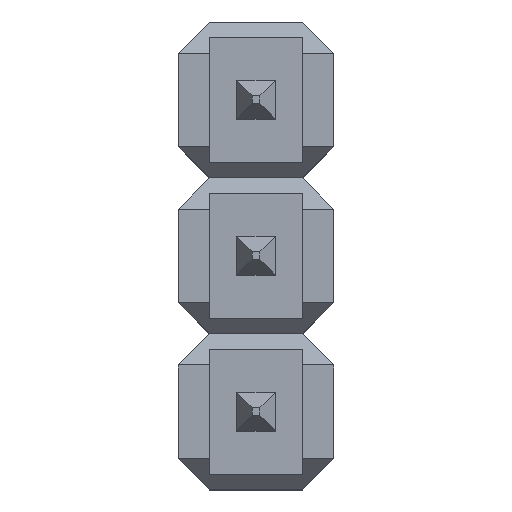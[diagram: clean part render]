
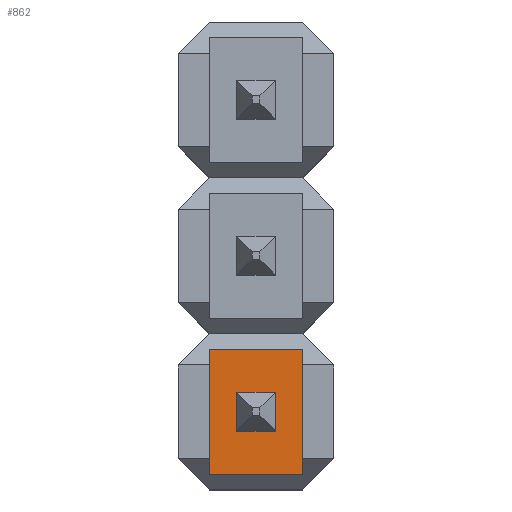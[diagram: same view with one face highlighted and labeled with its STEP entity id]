
A CAD part, top view. The second image highlights one B-rep face of the part: STEP entity #862.
In plain terms, the highlighted planar face has unit normal (0, 0, 1).
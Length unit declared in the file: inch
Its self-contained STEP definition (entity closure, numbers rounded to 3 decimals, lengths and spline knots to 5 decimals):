
#777=FACE_BOUND('',#1167,.T.);
#778=FACE_BOUND('',#1168,.T.);
#862=ADVANCED_FACE('',(#777,#778),#964,.F.);
#964=PLANE('',#2585);
#1167=EDGE_LOOP('',(#1575,#1576,#1577,#1578));
#1168=EDGE_LOOP('',(#1579,#1580,#1581,#1582));
#1575=ORIENTED_EDGE('',*,*,#1997,.T.);
#1576=ORIENTED_EDGE('',*,*,#1998,.T.);
#1577=ORIENTED_EDGE('',*,*,#1999,.T.);
#1578=ORIENTED_EDGE('',*,*,#2000,.T.);
#1579=ORIENTED_EDGE('',*,*,#1960,.T.);
#1580=ORIENTED_EDGE('',*,*,#1995,.T.);
#1581=ORIENTED_EDGE('',*,*,#1966,.T.);
#1582=ORIENTED_EDGE('',*,*,#1996,.T.);
#1755=VERTEX_POINT('',#3375);
#1756=VERTEX_POINT('',#3377);
#1761=VERTEX_POINT('',#3389);
#1762=VERTEX_POINT('',#3390);
#1779=VERTEX_POINT('',#3451);
#1780=VERTEX_POINT('',#3452);
#1781=VERTEX_POINT('',#3454);
#1782=VERTEX_POINT('',#3456);
#1960=EDGE_CURVE('',#1756,#1755,#2194,.T.);
#1966=EDGE_CURVE('',#1761,#1762,#2200,.T.);
#1995=EDGE_CURVE('',#1755,#1761,#2229,.T.);
#1996=EDGE_CURVE('',#1762,#1756,#2230,.T.);
#1997=EDGE_CURVE('',#1779,#1780,#2231,.T.);
#1998=EDGE_CURVE('',#1780,#1781,#2232,.T.);
#1999=EDGE_CURVE('',#1781,#1782,#2233,.T.);
#2000=EDGE_CURVE('',#1782,#1779,#2234,.T.);
#2194=LINE('',#3376,#2428);
#2200=LINE('',#3388,#2434);
#2229=LINE('',#3446,#2463);
#2230=LINE('',#3448,#2464);
#2231=LINE('',#3450,#2465);
#2232=LINE('',#3453,#2466);
#2233=LINE('',#3455,#2467);
#2234=LINE('',#3457,#2468);
#2428=VECTOR('',#2905,1.);
#2434=VECTOR('',#2913,1.);
#2463=VECTOR('',#2964,1.);
#2464=VECTOR('',#2967,1.);
#2465=VECTOR('',#2970,1.);
#2466=VECTOR('',#2971,1.);
#2467=VECTOR('',#2972,1.);
#2468=VECTOR('',#2973,1.);
#2585=AXIS2_PLACEMENT_3D('',#3458,#2974,#2975);
#2905=DIRECTION('',(-1.,0.,0.));
#2913=DIRECTION('',(1.,0.,0.));
#2964=DIRECTION('',(0.,-1.,0.));
#2967=DIRECTION('',(0.,1.,0.));
#2970=DIRECTION('',(-1.,0.,0.));
#2971=DIRECTION('',(0.,1.,0.));
#2972=DIRECTION('',(1.,0.,0.));
#2973=DIRECTION('',(0.,-1.,0.));
#2974=DIRECTION('',(0.,0.,-1.));
#2975=DIRECTION('',(-1.,0.,0.));
#3375=CARTESIAN_POINT('',(-0.03,0.04,0.09));
#3376=CARTESIAN_POINT('',(0.,0.04,0.09));
#3377=CARTESIAN_POINT('',(0.03,0.04,0.09));
#3388=CARTESIAN_POINT('',(0.,-0.04,0.09));
#3389=CARTESIAN_POINT('',(-0.03,-0.04,0.09));
#3390=CARTESIAN_POINT('',(0.03,-0.04,0.09));
#3446=CARTESIAN_POINT('',(-0.03,-0.05,0.09));
#3448=CARTESIAN_POINT('',(0.03,0.05,0.09));
#3450=CARTESIAN_POINT('',(0.,-0.0125,0.09));
#3451=CARTESIAN_POINT('',(0.0125,-0.0125,0.09));
#3452=CARTESIAN_POINT('',(-0.0125,-0.0125,0.09));
#3453=CARTESIAN_POINT('',(-0.0125,0.,0.09));
#3454=CARTESIAN_POINT('',(-0.0125,0.0125,0.09));
#3455=CARTESIAN_POINT('',(0.,0.0125,0.09));
#3456=CARTESIAN_POINT('',(0.0125,0.0125,0.09));
#3457=CARTESIAN_POINT('',(0.0125,0.,0.09));
#3458=CARTESIAN_POINT('',(0.,0.,0.09));
